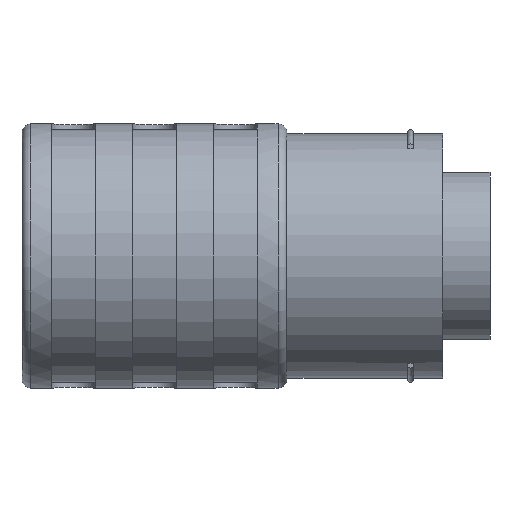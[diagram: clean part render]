
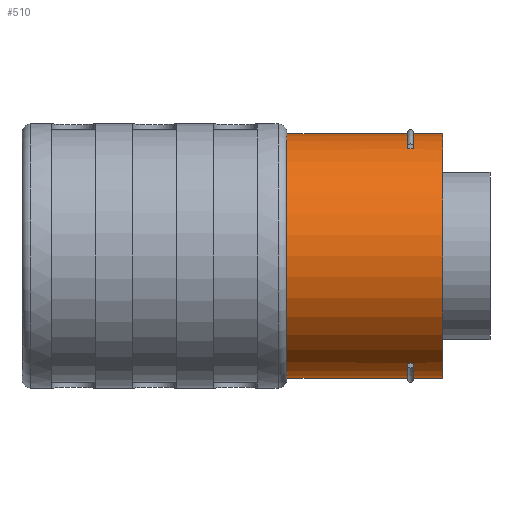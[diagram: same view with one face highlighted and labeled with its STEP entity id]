
A CAD part, front view. The second image highlights one B-rep face of the part: STEP entity #510.
In plain terms, the highlighted cylindrical face has radius 4.15 mm (diameter 8.3 mm), a full revolution.
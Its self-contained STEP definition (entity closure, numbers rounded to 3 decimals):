
#260=CYLINDRICAL_SURFACE('',#1849,4.15);
#305=LINE('',#2595,#407);
#306=LINE('',#2599,#408);
#307=LINE('',#2607,#409);
#308=LINE('',#2611,#410);
#407=VECTOR('',#2064,1.);
#408=VECTOR('',#2067,1.);
#409=VECTOR('',#2074,1.);
#410=VECTOR('',#2077,1.);
#510=ADVANCED_FACE('',(#675,#676,#677,#678),#260,.T.);
#675=FACE_BOUND('',#730,.T.);
#676=FACE_BOUND('',#731,.T.);
#677=FACE_BOUND('',#732,.T.);
#678=FACE_BOUND('',#733,.T.);
#730=EDGE_LOOP('',(#872,#873,#874,#875));
#731=EDGE_LOOP('',(#876));
#732=EDGE_LOOP('',(#877));
#733=EDGE_LOOP('',(#878,#879,#880,#881));
#872=ORIENTED_EDGE('',*,*,#1517,.F.);
#873=ORIENTED_EDGE('',*,*,#1518,.F.);
#874=ORIENTED_EDGE('',*,*,#1519,.T.);
#875=ORIENTED_EDGE('',*,*,#1520,.F.);
#876=ORIENTED_EDGE('',*,*,#1521,.F.);
#877=ORIENTED_EDGE('',*,*,#1522,.T.);
#878=ORIENTED_EDGE('',*,*,#1523,.F.);
#879=ORIENTED_EDGE('',*,*,#1524,.T.);
#880=ORIENTED_EDGE('',*,*,#1525,.T.);
#881=ORIENTED_EDGE('',*,*,#1526,.T.);
#1354=VERTEX_POINT('',#2593);
#1355=VERTEX_POINT('',#2594);
#1356=VERTEX_POINT('',#2596);
#1357=VERTEX_POINT('',#2598);
#1358=VERTEX_POINT('',#2601);
#1359=VERTEX_POINT('',#2603);
#1360=VERTEX_POINT('',#2605);
#1361=VERTEX_POINT('',#2606);
#1362=VERTEX_POINT('',#2608);
#1363=VERTEX_POINT('',#2610);
#1517=EDGE_CURVE('',#1354,#1355,#1758,.T.);
#1518=EDGE_CURVE('',#1356,#1354,#305,.T.);
#1519=EDGE_CURVE('',#1356,#1357,#1759,.T.);
#1520=EDGE_CURVE('',#1355,#1357,#306,.T.);
#1521=EDGE_CURVE('',#1358,#1358,#1760,.T.);
#1522=EDGE_CURVE('',#1359,#1359,#1761,.T.);
#1523=EDGE_CURVE('',#1360,#1361,#1762,.T.);
#1524=EDGE_CURVE('',#1360,#1362,#307,.T.);
#1525=EDGE_CURVE('',#1362,#1363,#1763,.T.);
#1526=EDGE_CURVE('',#1363,#1361,#308,.T.);
#1758=CIRCLE('',#1843,4.15);
#1759=CIRCLE('',#1844,4.15);
#1760=CIRCLE('',#1845,4.15);
#1761=CIRCLE('',#1846,4.15);
#1762=CIRCLE('',#1847,4.15);
#1763=CIRCLE('',#1848,4.15);
#1843=AXIS2_PLACEMENT_3D('',#2592,#2062,#2063);
#1844=AXIS2_PLACEMENT_3D('',#2597,#2065,#2066);
#1845=AXIS2_PLACEMENT_3D('',#2600,#2068,#2069);
#1846=AXIS2_PLACEMENT_3D('',#2602,#2070,#2071);
#1847=AXIS2_PLACEMENT_3D('',#2604,#2072,#2073);
#1848=AXIS2_PLACEMENT_3D('',#2609,#2075,#2076);
#1849=AXIS2_PLACEMENT_3D('',#2612,#2078,#2079);
#2062=DIRECTION('',(1.,0.,0.));
#2063=DIRECTION('',(0.,-1.,0.));
#2064=DIRECTION('',(-1.,0.,0.));
#2065=DIRECTION('',(1.,0.,0.));
#2066=DIRECTION('',(0.,-1.,0.));
#2067=DIRECTION('',(1.,0.,0.));
#2068=DIRECTION('',(1.,0.,0.));
#2069=DIRECTION('',(0.,1.,0.));
#2070=DIRECTION('',(1.,0.,0.));
#2071=DIRECTION('',(0.,1.,0.));
#2072=DIRECTION('',(1.,0.,0.));
#2073=DIRECTION('',(0.,-1.,0.));
#2074=DIRECTION('',(1.,0.,0.));
#2075=DIRECTION('',(1.,0.,0.));
#2076=DIRECTION('',(0.,-1.,0.));
#2077=DIRECTION('',(-1.,0.,0.));
#2078=DIRECTION('',(-1.,0.,0.));
#2079=DIRECTION('',(0.,-1.,0.));
#2592=CARTESIAN_POINT('',(89.1,20.5,-3.5));
#2593=CARTESIAN_POINT('',(89.1,18.5,-7.136));
#2594=CARTESIAN_POINT('',(89.1,22.5,-7.136));
#2595=CARTESIAN_POINT('',(90.3,18.5,-7.136));
#2596=CARTESIAN_POINT('',(89.3,18.5,-7.136));
#2597=CARTESIAN_POINT('',(89.3,20.5,-3.5));
#2598=CARTESIAN_POINT('',(89.3,22.5,-7.136));
#2599=CARTESIAN_POINT('',(90.3,22.5,-7.136));
#2600=CARTESIAN_POINT('',(90.3,20.5,-3.5));
#2601=CARTESIAN_POINT('',(90.3,24.65,-3.5));
#2602=CARTESIAN_POINT('',(85.,20.5,-3.5));
#2603=CARTESIAN_POINT('',(85.,24.65,-3.5));
#2604=CARTESIAN_POINT('',(89.1,20.5,-3.5));
#2605=CARTESIAN_POINT('',(89.1,22.5,0.136));
#2606=CARTESIAN_POINT('',(89.1,18.5,0.136));
#2607=CARTESIAN_POINT('',(90.3,22.5,0.136));
#2608=CARTESIAN_POINT('',(89.3,22.5,0.136));
#2609=CARTESIAN_POINT('',(89.3,20.5,-3.5));
#2610=CARTESIAN_POINT('',(89.3,18.5,0.136));
#2611=CARTESIAN_POINT('',(90.3,18.5,0.136));
#2612=CARTESIAN_POINT('',(90.3,20.5,-3.5));
